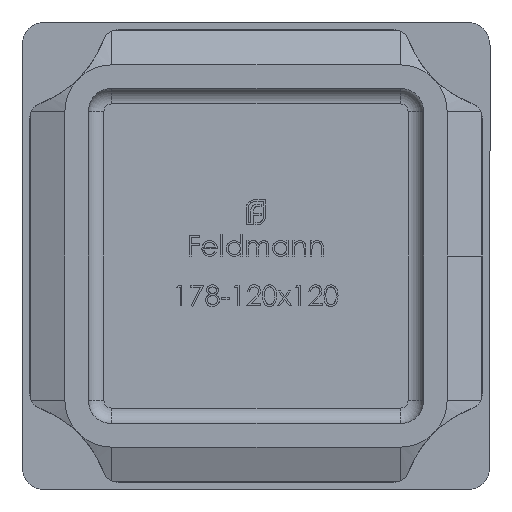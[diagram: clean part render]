
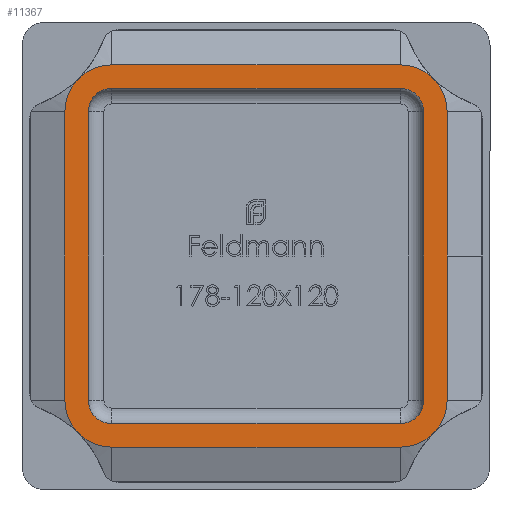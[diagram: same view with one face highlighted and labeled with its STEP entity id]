
A CAD part, front view. The second image highlights one B-rep face of the part: STEP entity #11367.
In plain terms, the highlighted planar face has unit normal (0, -1, 0).
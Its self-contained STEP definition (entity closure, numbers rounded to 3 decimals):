
#3 = CARTESIAN_POINT ( 'NONE',  ( -9.25, -13., -10.75 ) ) ;
#111 = VERTEX_POINT ( 'NONE', #15456 ) ;
#145 = CARTESIAN_POINT ( 'NONE',  ( 9.25, -13., 9.25 ) ) ;
#282 = VERTEX_POINT ( 'NONE', #9575 ) ;
#331 = VERTEX_POINT ( 'NONE', #12809 ) ;
#355 = ORIENTED_EDGE ( 'NONE', *, *, #17347, .T. ) ;
#418 = AXIS2_PLACEMENT_3D ( 'NONE', #15208, #19993, #10509 ) ;
#570 = CIRCLE ( 'NONE', #14147, 3. ) ;
#596 = EDGE_CURVE ( 'NONE', #12531, #282, #5127, .T. ) ;
#609 = CIRCLE ( 'NONE', #418, 3. ) ;
#636 = VECTOR ( 'NONE', #11246, 1000. ) ;
#813 = EDGE_CURVE ( 'NONE', #111, #4543, #17503, .T. ) ;
#885 = EDGE_CURVE ( 'NONE', #8934, #14242, #609, .T. ) ;
#1057 = ORIENTED_EDGE ( 'NONE', *, *, #12114, .F. ) ;
#1094 = AXIS2_PLACEMENT_3D ( 'NONE', #8720, #18266, #10318 ) ;
#1156 = CIRCLE ( 'NONE', #10774, 1.5 ) ;
#1160 = EDGE_CURVE ( 'NONE', #331, #12531, #2635, .T. ) ;
#1245 = VECTOR ( 'NONE', #3268, 1000. ) ;
#1538 = DIRECTION ( 'NONE',  ( 0., 0., 1. ) ) ;
#1582 = VERTEX_POINT ( 'NONE', #9472 ) ;
#1677 = VECTOR ( 'NONE', #2180, 1000. ) ;
#1726 = VECTOR ( 'NONE', #16596, 1000. ) ;
#1938 = VECTOR ( 'NONE', #11113, 1000. ) ;
#2121 = VECTOR ( 'NONE', #19126, 1000. ) ;
#2180 = DIRECTION ( 'NONE',  ( 0., 0., 1. ) ) ;
#2220 = DIRECTION ( 'NONE',  ( 0., -1., 0. ) ) ;
#2239 = FACE_OUTER_BOUND ( 'NONE', #16455, .T. ) ;
#2244 = ORIENTED_EDGE ( 'NONE', *, *, #596, .F. ) ;
#2265 = CARTESIAN_POINT ( 'NONE',  ( -10.75, -13., -9.25 ) ) ;
#2381 = VERTEX_POINT ( 'NONE', #8776 ) ;
#2547 = ORIENTED_EDGE ( 'NONE', *, *, #813, .F. ) ;
#2635 = LINE ( 'NONE', #12774, #2121 ) ;
#2647 = VERTEX_POINT ( 'NONE', #14347 ) ;
#2652 = CARTESIAN_POINT ( 'NONE',  ( -9.25, -13., 10.75 ) ) ;
#2789 = ORIENTED_EDGE ( 'NONE', *, *, #13445, .F. ) ;
#2862 = CARTESIAN_POINT ( 'NONE',  ( -9.25, -13., 9.25 ) ) ;
#2981 = EDGE_CURVE ( 'NONE', #12337, #18350, #570, .T. ) ;
#3066 = VERTEX_POINT ( 'NONE', #8361 ) ;
#3268 = DIRECTION ( 'NONE',  ( 0., 0., 1. ) ) ;
#3390 = VECTOR ( 'NONE', #4769, 1000. ) ;
#3614 = EDGE_LOOP ( 'NONE', ( #3617, #12411, #1057, #17965, #4492, #2547, #2789, #2244 ) ) ;
#3617 = ORIENTED_EDGE ( 'NONE', *, *, #1160, .F. ) ;
#3663 = EDGE_CURVE ( 'NONE', #1582, #19659, #10258, .T. ) ;
#3895 = LINE ( 'NONE', #12634, #3390 ) ;
#3987 = VERTEX_POINT ( 'NONE', #16493 ) ;
#4492 = ORIENTED_EDGE ( 'NONE', *, *, #12331, .F. ) ;
#4543 = VERTEX_POINT ( 'NONE', #15196 ) ;
#4590 = EDGE_CURVE ( 'NONE', #3066, #331, #8510, .T. ) ;
#4699 = AXIS2_PLACEMENT_3D ( 'NONE', #19904, #10432, #7755 ) ;
#4769 = DIRECTION ( 'NONE',  ( -1., 0., 0. ) ) ;
#4821 = DIRECTION ( 'NONE',  ( 1., 0., 0. ) ) ;
#5088 = DIRECTION ( 'NONE',  ( 0., 0., 1. ) ) ;
#5127 = CIRCLE ( 'NONE', #12518, 1.5 ) ;
#5367 = ORIENTED_EDGE ( 'NONE', *, *, #15374, .T. ) ;
#5893 = LINE ( 'NONE', #15832, #636 ) ;
#5960 = LINE ( 'NONE', #3, #1938 ) ;
#6196 = DIRECTION ( 'NONE',  ( 0., 0., 1. ) ) ;
#6615 = DIRECTION ( 'NONE',  ( 0., -1., 0. ) ) ;
#7088 = CARTESIAN_POINT ( 'NONE',  ( 9.25, -13., 12.25 ) ) ;
#7396 = CARTESIAN_POINT ( 'NONE',  ( -12.25, -13., 9.25 ) ) ;
#7482 = LINE ( 'NONE', #18842, #11394 ) ;
#7673 = DIRECTION ( 'NONE',  ( 0., -1., 0. ) ) ;
#7690 = EDGE_CURVE ( 'NONE', #18350, #1582, #3895, .T. ) ;
#7755 = DIRECTION ( 'NONE',  ( 0., 0., -1. ) ) ;
#7861 = CARTESIAN_POINT ( 'NONE',  ( -9.25, -13., -12.25 ) ) ;
#7970 = EDGE_CURVE ( 'NONE', #3987, #20458, #1156, .T. ) ;
#8361 = CARTESIAN_POINT ( 'NONE',  ( -9.25, -13., 10.75 ) ) ;
#8510 = CIRCLE ( 'NONE', #18549, 1.5 ) ;
#8523 = CARTESIAN_POINT ( 'NONE',  ( 12.25, -13., 9.25 ) ) ;
#8720 = CARTESIAN_POINT ( 'NONE',  ( 9.25, -13., -9.25 ) ) ;
#8776 = CARTESIAN_POINT ( 'NONE',  ( 9.25, -13., -12.25 ) ) ;
#8829 = EDGE_CURVE ( 'NONE', #2381, #2647, #13518, .T. ) ;
#8934 = VERTEX_POINT ( 'NONE', #9341 ) ;
#9218 = FACE_BOUND ( 'NONE', #3614, .T. ) ;
#9260 = CARTESIAN_POINT ( 'NONE',  ( -9.25, -13., 9.25 ) ) ;
#9341 = CARTESIAN_POINT ( 'NONE',  ( -12.25, -13., -9.25 ) ) ;
#9472 = CARTESIAN_POINT ( 'NONE',  ( -9.25, -13., 12.25 ) ) ;
#9575 = CARTESIAN_POINT ( 'NONE',  ( -9.25, -13., -10.75 ) ) ;
#10153 = CARTESIAN_POINT ( 'NONE',  ( 9.25, -13., -9.25 ) ) ;
#10258 = CIRCLE ( 'NONE', #11629, 3. ) ;
#10318 = DIRECTION ( 'NONE',  ( 0., 0., -1. ) ) ;
#10408 = AXIS2_PLACEMENT_3D ( 'NONE', #10153, #2220, #13326 ) ;
#10432 = DIRECTION ( 'NONE',  ( 0., -1., 0. ) ) ;
#10509 = DIRECTION ( 'NONE',  ( 0., 0., 1. ) ) ;
#10774 = AXIS2_PLACEMENT_3D ( 'NONE', #19165, #6615, #5088 ) ;
#10982 = ORIENTED_EDGE ( 'NONE', *, *, #8829, .T. ) ;
#11113 = DIRECTION ( 'NONE',  ( 1., 0., 0. ) ) ;
#11246 = DIRECTION ( 'NONE',  ( 0., 0., -1. ) ) ;
#11367 = ADVANCED_FACE ( 'NONE', ( #2239, #9218 ), #19609, .T. ) ;
#11394 = VECTOR ( 'NONE', #4821, 1000. ) ;
#11629 = AXIS2_PLACEMENT_3D ( 'NONE', #2862, #7673, #12145 ) ;
#12114 = EDGE_CURVE ( 'NONE', #20458, #3066, #17138, .T. ) ;
#12145 = DIRECTION ( 'NONE',  ( 0., 0., 1. ) ) ;
#12331 = EDGE_CURVE ( 'NONE', #4543, #3987, #15879, .T. ) ;
#12337 = VERTEX_POINT ( 'NONE', #14283 ) ;
#12344 = EDGE_CURVE ( 'NONE', #14242, #2381, #7482, .T. ) ;
#12358 = LINE ( 'NONE', #8523, #1677 ) ;
#12411 = ORIENTED_EDGE ( 'NONE', *, *, #4590, .F. ) ;
#12518 = AXIS2_PLACEMENT_3D ( 'NONE', #17128, #15520, #6196 ) ;
#12531 = VERTEX_POINT ( 'NONE', #2265 ) ;
#12553 = ORIENTED_EDGE ( 'NONE', *, *, #12344, .T. ) ;
#12634 = CARTESIAN_POINT ( 'NONE',  ( -9.25, -13., 12.25 ) ) ;
#12774 = CARTESIAN_POINT ( 'NONE',  ( -10.75, -13., 9.25 ) ) ;
#12809 = CARTESIAN_POINT ( 'NONE',  ( -10.75, -13., 9.25 ) ) ;
#12957 = DIRECTION ( 'NONE',  ( 0., -1., 0. ) ) ;
#13005 = ORIENTED_EDGE ( 'NONE', *, *, #3663, .T. ) ;
#13326 = DIRECTION ( 'NONE',  ( 0., 0., -1. ) ) ;
#13445 = EDGE_CURVE ( 'NONE', #282, #111, #5960, .T. ) ;
#13518 = CIRCLE ( 'NONE', #4699, 3. ) ;
#14147 = AXIS2_PLACEMENT_3D ( 'NONE', #145, #12957, #14561 ) ;
#14242 = VERTEX_POINT ( 'NONE', #7861 ) ;
#14283 = CARTESIAN_POINT ( 'NONE',  ( 12.25, -13., 9.25 ) ) ;
#14347 = CARTESIAN_POINT ( 'NONE',  ( 12.25, -13., -9.25 ) ) ;
#14561 = DIRECTION ( 'NONE',  ( 0., 0., 1. ) ) ;
#15125 = CARTESIAN_POINT ( 'NONE',  ( 9.25, -13., 10.75 ) ) ;
#15196 = CARTESIAN_POINT ( 'NONE',  ( 10.75, -13., -9.25 ) ) ;
#15208 = CARTESIAN_POINT ( 'NONE',  ( -9.25, -13., -9.25 ) ) ;
#15374 = EDGE_CURVE ( 'NONE', #2647, #12337, #12358, .T. ) ;
#15456 = CARTESIAN_POINT ( 'NONE',  ( 9.25, -13., -10.75 ) ) ;
#15507 = ORIENTED_EDGE ( 'NONE', *, *, #7690, .T. ) ;
#15520 = DIRECTION ( 'NONE',  ( 0., -1., 0. ) ) ;
#15832 = CARTESIAN_POINT ( 'NONE',  ( -12.25, -13., 9.25 ) ) ;
#15879 = LINE ( 'NONE', #18914, #1245 ) ;
#16455 = EDGE_LOOP ( 'NONE', ( #10982, #5367, #17722, #15507, #13005, #355, #20211, #12553 ) ) ;
#16493 = CARTESIAN_POINT ( 'NONE',  ( 10.75, -13., 9.25 ) ) ;
#16596 = DIRECTION ( 'NONE',  ( -1., 0., 0. ) ) ;
#17128 = CARTESIAN_POINT ( 'NONE',  ( -9.25, -13., -9.25 ) ) ;
#17138 = LINE ( 'NONE', #2652, #1726 ) ;
#17347 = EDGE_CURVE ( 'NONE', #19659, #8934, #5893, .T. ) ;
#17503 = CIRCLE ( 'NONE', #1094, 1.5 ) ;
#17722 = ORIENTED_EDGE ( 'NONE', *, *, #2981, .T. ) ;
#17965 = ORIENTED_EDGE ( 'NONE', *, *, #7970, .F. ) ;
#18266 = DIRECTION ( 'NONE',  ( 0., -1., 0. ) ) ;
#18350 = VERTEX_POINT ( 'NONE', #7088 ) ;
#18549 = AXIS2_PLACEMENT_3D ( 'NONE', #9260, #20448, #1538 ) ;
#18842 = CARTESIAN_POINT ( 'NONE',  ( -9.25, -13., -12.25 ) ) ;
#18914 = CARTESIAN_POINT ( 'NONE',  ( 10.75, -13., 9.25 ) ) ;
#19126 = DIRECTION ( 'NONE',  ( 0., 0., -1. ) ) ;
#19165 = CARTESIAN_POINT ( 'NONE',  ( 9.25, -13., 9.25 ) ) ;
#19609 = PLANE ( 'NONE',  #10408 ) ;
#19659 = VERTEX_POINT ( 'NONE', #7396 ) ;
#19904 = CARTESIAN_POINT ( 'NONE',  ( 9.25, -13., -9.25 ) ) ;
#19993 = DIRECTION ( 'NONE',  ( 0., -1., 0. ) ) ;
#20211 = ORIENTED_EDGE ( 'NONE', *, *, #885, .T. ) ;
#20448 = DIRECTION ( 'NONE',  ( 0., -1., 0. ) ) ;
#20458 = VERTEX_POINT ( 'NONE', #15125 ) ;
